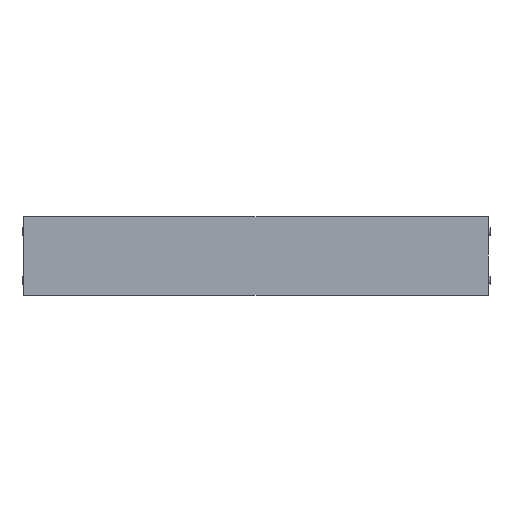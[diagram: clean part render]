
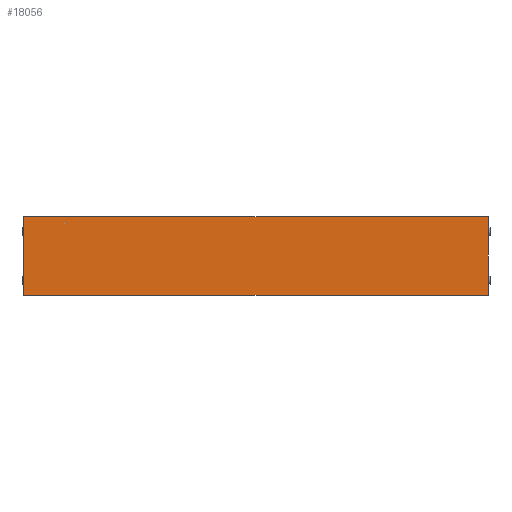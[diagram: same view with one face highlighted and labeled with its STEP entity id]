
A CAD part, front view. The second image highlights one B-rep face of the part: STEP entity #18056.
In plain terms, the highlighted planar face has unit normal (0, -1, 0).
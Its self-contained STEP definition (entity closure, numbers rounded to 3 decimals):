
#146 = LINE ( 'NONE', #8929, #25695 ) ;
#363 = DIRECTION ( 'NONE',  ( 0., 0., -1. ) ) ;
#370 = VECTOR ( 'NONE', #11228, 1000. ) ;
#1279 = EDGE_CURVE ( 'NONE', #20245, #31443, #146, .T. ) ;
#4689 = VERTEX_POINT ( 'NONE', #24457 ) ;
#7413 = LINE ( 'NONE', #36452, #35115 ) ;
#8661 = EDGE_CURVE ( 'NONE', #20368, #20245, #17929, .T. ) ;
#8869 = VECTOR ( 'NONE', #363, 1000. ) ;
#8929 = CARTESIAN_POINT ( 'NONE',  ( -383., -20., -65. ) ) ;
#9775 = ORIENTED_EDGE ( 'NONE', *, *, #17113, .T. ) ;
#11228 = DIRECTION ( 'NONE',  ( 0., 0., 1. ) ) ;
#11819 = ORIENTED_EDGE ( 'NONE', *, *, #1279, .T. ) ;
#14484 = DIRECTION ( 'NONE',  ( 1., 0., 0. ) ) ;
#15036 = AXIS2_PLACEMENT_3D ( 'NONE', #33766, #31273, #21961 ) ;
#16945 = EDGE_CURVE ( 'NONE', #4689, #20368, #7413, .T. ) ;
#17113 = EDGE_CURVE ( 'NONE', #31443, #4689, #37384, .T. ) ;
#17929 = LINE ( 'NONE', #26530, #8869 ) ;
#18056 = ADVANCED_FACE ( 'NONE', ( #34159 ), #28429, .T. ) ;
#20215 = CARTESIAN_POINT ( 'NONE',  ( 383., -20., 65. ) ) ;
#20245 = VERTEX_POINT ( 'NONE', #28756 ) ;
#20368 = VERTEX_POINT ( 'NONE', #22669 ) ;
#21961 = DIRECTION ( 'NONE',  ( 0., 0., -1. ) ) ;
#22669 = CARTESIAN_POINT ( 'NONE',  ( -383., -20., 65. ) ) ;
#24457 = CARTESIAN_POINT ( 'NONE',  ( 383., -20., 65. ) ) ;
#24810 = ORIENTED_EDGE ( 'NONE', *, *, #8661, .T. ) ;
#25695 = VECTOR ( 'NONE', #14484, 1000. ) ;
#26530 = CARTESIAN_POINT ( 'NONE',  ( -383., -20., 65. ) ) ;
#28429 = PLANE ( 'NONE',  #15036 ) ;
#28756 = CARTESIAN_POINT ( 'NONE',  ( -383., -20., -65. ) ) ;
#30937 = ORIENTED_EDGE ( 'NONE', *, *, #16945, .T. ) ;
#31273 = DIRECTION ( 'NONE',  ( 0., -1., 0. ) ) ;
#31443 = VERTEX_POINT ( 'NONE', #31751 ) ;
#31751 = CARTESIAN_POINT ( 'NONE',  ( 383., -20., -65. ) ) ;
#33335 = EDGE_LOOP ( 'NONE', ( #24810, #11819, #9775, #30937 ) ) ;
#33766 = CARTESIAN_POINT ( 'NONE',  ( 0., -20., 0. ) ) ;
#34159 = FACE_OUTER_BOUND ( 'NONE', #33335, .T. ) ;
#35115 = VECTOR ( 'NONE', #36809, 1000. ) ;
#36452 = CARTESIAN_POINT ( 'NONE',  ( -383., -20., 65. ) ) ;
#36809 = DIRECTION ( 'NONE',  ( -1., 0., 0. ) ) ;
#37384 = LINE ( 'NONE', #20215, #370 ) ;
